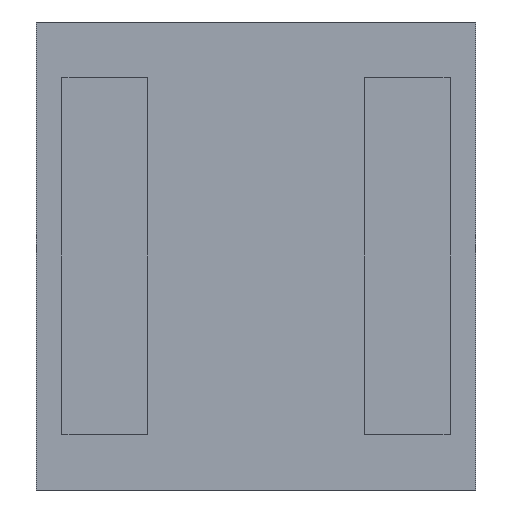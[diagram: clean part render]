
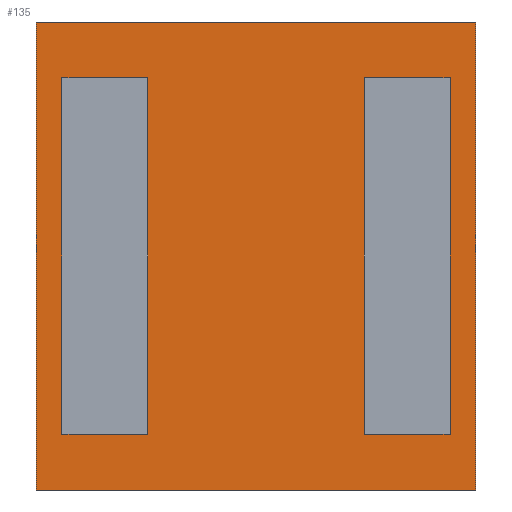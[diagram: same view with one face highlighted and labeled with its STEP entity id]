
A CAD part, front view. The second image highlights one B-rep face of the part: STEP entity #135.
In plain terms, the highlighted planar face has unit normal (0, -1, 0).
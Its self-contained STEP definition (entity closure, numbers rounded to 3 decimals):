
#82 = EDGE_LOOP ( 'NONE', ( #2595, #4291, #4321, #4246 ) ) ;
#105 = VECTOR ( 'NONE', #340, 1000. ) ;
#111 = CARTESIAN_POINT ( 'NONE',  ( 6.8, 0., -6.25 ) ) ;
#135 = ADVANCED_FACE ( 'NONE', ( #2271, #1605, #3765 ), #2320, .F. ) ;
#166 = EDGE_CURVE ( 'NONE', #3459, #368, #3552, .T. ) ;
#174 = LINE ( 'NONE', #4347, #2402 ) ;
#197 = EDGE_CURVE ( 'NONE', #1362, #3226, #174, .T. ) ;
#212 = DIRECTION ( 'NONE',  ( 1., 0., 0. ) ) ;
#237 = DIRECTION ( 'NONE',  ( -1., 0., 0. ) ) ;
#323 = AXIS2_PLACEMENT_3D ( 'NONE', #3843, #1578, #4617 ) ;
#331 = VECTOR ( 'NONE', #3555, 1000. ) ;
#340 = DIRECTION ( 'NONE',  ( -1., 0., 0. ) ) ;
#365 = CARTESIAN_POINT ( 'NONE',  ( 7.7, 0., 6.25 ) ) ;
#368 = VERTEX_POINT ( 'NONE', #634 ) ;
#449 = VERTEX_POINT ( 'NONE', #4816 ) ;
#537 = CARTESIAN_POINT ( 'NONE',  ( 6.8, 0., 8.2 ) ) ;
#631 = VERTEX_POINT ( 'NONE', #3873 ) ;
#634 = CARTESIAN_POINT ( 'NONE',  ( -6.8, 0., -6.25 ) ) ;
#641 = CARTESIAN_POINT ( 'NONE',  ( -7.7, 0., -8.2 ) ) ;
#658 = VECTOR ( 'NONE', #1213, 1000. ) ;
#756 = VERTEX_POINT ( 'NONE', #3069 ) ;
#772 = DIRECTION ( 'NONE',  ( 0., 0., 1. ) ) ;
#832 = ORIENTED_EDGE ( 'NONE', *, *, #197, .F. ) ;
#953 = DIRECTION ( 'NONE',  ( 0., 0., -1. ) ) ;
#992 = EDGE_CURVE ( 'NONE', #631, #3601, #2555, .T. ) ;
#1073 = EDGE_LOOP ( 'NONE', ( #832, #2830, #3128, #4547 ) ) ;
#1139 = VERTEX_POINT ( 'NONE', #2387 ) ;
#1149 = CARTESIAN_POINT ( 'NONE',  ( -7.7, 0., 8.2 ) ) ;
#1213 = DIRECTION ( 'NONE',  ( 1., 0., 0. ) ) ;
#1291 = VECTOR ( 'NONE', #953, 1000. ) ;
#1303 = VECTOR ( 'NONE', #772, 1000. ) ;
#1362 = VERTEX_POINT ( 'NONE', #4644 ) ;
#1394 = CARTESIAN_POINT ( 'NONE',  ( 7.7, 0., -8.2 ) ) ;
#1578 = DIRECTION ( 'NONE',  ( 0., 1., 0. ) ) ;
#1605 = FACE_OUTER_BOUND ( 'NONE', #4842, .T. ) ;
#1827 = EDGE_CURVE ( 'NONE', #4478, #1362, #2029, .T. ) ;
#1830 = LINE ( 'NONE', #2258, #1303 ) ;
#1844 = VERTEX_POINT ( 'NONE', #4092 ) ;
#1856 = ORIENTED_EDGE ( 'NONE', *, *, #3955, .T. ) ;
#1858 = CARTESIAN_POINT ( 'NONE',  ( 7.7, 0., 6.25 ) ) ;
#1883 = DIRECTION ( 'NONE',  ( -1., 0., 0. ) ) ;
#1908 = LINE ( 'NONE', #1858, #3452 ) ;
#1910 = LINE ( 'NONE', #3384, #2891 ) ;
#1945 = ORIENTED_EDGE ( 'NONE', *, *, #992, .T. ) ;
#2022 = DIRECTION ( 'NONE',  ( 1., 0., 0. ) ) ;
#2029 = LINE ( 'NONE', #2875, #2162 ) ;
#2162 = VECTOR ( 'NONE', #3232, 1000. ) ;
#2195 = VERTEX_POINT ( 'NONE', #2644 ) ;
#2258 = CARTESIAN_POINT ( 'NONE',  ( -3.8, 0., 8.2 ) ) ;
#2266 = LINE ( 'NONE', #365, #105 ) ;
#2271 = FACE_BOUND ( 'NONE', #82, .T. ) ;
#2320 = PLANE ( 'NONE',  #323 ) ;
#2365 = EDGE_CURVE ( 'NONE', #449, #631, #4041, .T. ) ;
#2387 = CARTESIAN_POINT ( 'NONE',  ( -7.7, 0., -8.2 ) ) ;
#2402 = VECTOR ( 'NONE', #2022, 1000. ) ;
#2555 = LINE ( 'NONE', #3661, #3039 ) ;
#2561 = VECTOR ( 'NONE', #4717, 1000. ) ;
#2595 = ORIENTED_EDGE ( 'NONE', *, *, #4145, .F. ) ;
#2633 = DIRECTION ( 'NONE',  ( 0., 0., -1. ) ) ;
#2644 = CARTESIAN_POINT ( 'NONE',  ( -3.8, 0., 6.25 ) ) ;
#2830 = ORIENTED_EDGE ( 'NONE', *, *, #1827, .F. ) ;
#2875 = CARTESIAN_POINT ( 'NONE',  ( 3.8, 0., 8.2 ) ) ;
#2879 = EDGE_CURVE ( 'NONE', #368, #756, #4653, .T. ) ;
#2891 = VECTOR ( 'NONE', #2633, 1000. ) ;
#3039 = VECTOR ( 'NONE', #237, 1000. ) ;
#3069 = CARTESIAN_POINT ( 'NONE',  ( -3.8, 0., -6.25 ) ) ;
#3128 = ORIENTED_EDGE ( 'NONE', *, *, #3615, .F. ) ;
#3205 = CARTESIAN_POINT ( 'NONE',  ( -6.8, 0., 8.2 ) ) ;
#3226 = VERTEX_POINT ( 'NONE', #111 ) ;
#3232 = DIRECTION ( 'NONE',  ( 0., 0., -1. ) ) ;
#3244 = EDGE_CURVE ( 'NONE', #3226, #1844, #4777, .T. ) ;
#3384 = CARTESIAN_POINT ( 'NONE',  ( -7.7, 0., -8.2 ) ) ;
#3452 = VECTOR ( 'NONE', #1883, 1000. ) ;
#3456 = CARTESIAN_POINT ( 'NONE',  ( 7.7, 0., -6.25 ) ) ;
#3459 = VERTEX_POINT ( 'NONE', #4606 ) ;
#3552 = LINE ( 'NONE', #3205, #1291 ) ;
#3555 = DIRECTION ( 'NONE',  ( 0., 0., 1. ) ) ;
#3601 = VERTEX_POINT ( 'NONE', #1149 ) ;
#3615 = EDGE_CURVE ( 'NONE', #1844, #4478, #2266, .T. ) ;
#3661 = CARTESIAN_POINT ( 'NONE',  ( -7.7, 0., 8.2 ) ) ;
#3748 = ORIENTED_EDGE ( 'NONE', *, *, #3770, .T. ) ;
#3765 = FACE_BOUND ( 'NONE', #1073, .T. ) ;
#3770 = EDGE_CURVE ( 'NONE', #3601, #1139, #1910, .T. ) ;
#3813 = ORIENTED_EDGE ( 'NONE', *, *, #2365, .T. ) ;
#3843 = CARTESIAN_POINT ( 'NONE',  ( 7.7, 0., 8.2 ) ) ;
#3873 = CARTESIAN_POINT ( 'NONE',  ( 7.7, 0., 8.2 ) ) ;
#3955 = EDGE_CURVE ( 'NONE', #1139, #449, #4428, .T. ) ;
#4041 = LINE ( 'NONE', #1394, #2561 ) ;
#4092 = CARTESIAN_POINT ( 'NONE',  ( 6.8, 0., 6.25 ) ) ;
#4145 = EDGE_CURVE ( 'NONE', #756, #2195, #1830, .T. ) ;
#4192 = EDGE_CURVE ( 'NONE', #2195, #3459, #1908, .T. ) ;
#4246 = ORIENTED_EDGE ( 'NONE', *, *, #4192, .F. ) ;
#4249 = CARTESIAN_POINT ( 'NONE',  ( 3.8, 0., 6.25 ) ) ;
#4291 = ORIENTED_EDGE ( 'NONE', *, *, #2879, .F. ) ;
#4321 = ORIENTED_EDGE ( 'NONE', *, *, #166, .F. ) ;
#4330 = VECTOR ( 'NONE', #212, 1000. ) ;
#4347 = CARTESIAN_POINT ( 'NONE',  ( 7.7, 0., -6.25 ) ) ;
#4428 = LINE ( 'NONE', #641, #4330 ) ;
#4478 = VERTEX_POINT ( 'NONE', #4249 ) ;
#4547 = ORIENTED_EDGE ( 'NONE', *, *, #3244, .F. ) ;
#4606 = CARTESIAN_POINT ( 'NONE',  ( -6.8, 0., 6.25 ) ) ;
#4617 = DIRECTION ( 'NONE',  ( 0., 0., 1. ) ) ;
#4644 = CARTESIAN_POINT ( 'NONE',  ( 3.8, 0., -6.25 ) ) ;
#4653 = LINE ( 'NONE', #3456, #658 ) ;
#4717 = DIRECTION ( 'NONE',  ( 0., 0., 1. ) ) ;
#4777 = LINE ( 'NONE', #537, #331 ) ;
#4816 = CARTESIAN_POINT ( 'NONE',  ( 7.7, 0., -8.2 ) ) ;
#4842 = EDGE_LOOP ( 'NONE', ( #1945, #3748, #1856, #3813 ) ) ;
